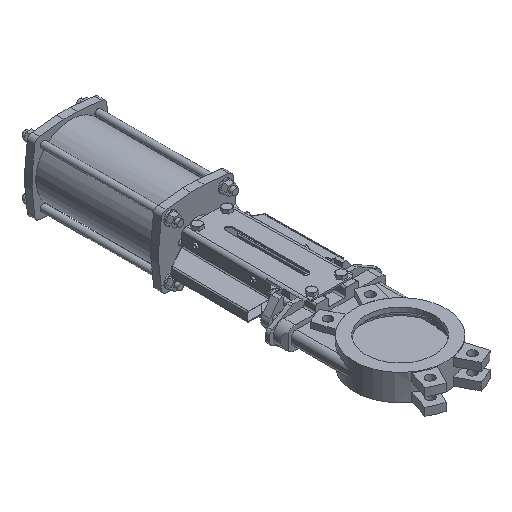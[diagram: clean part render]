
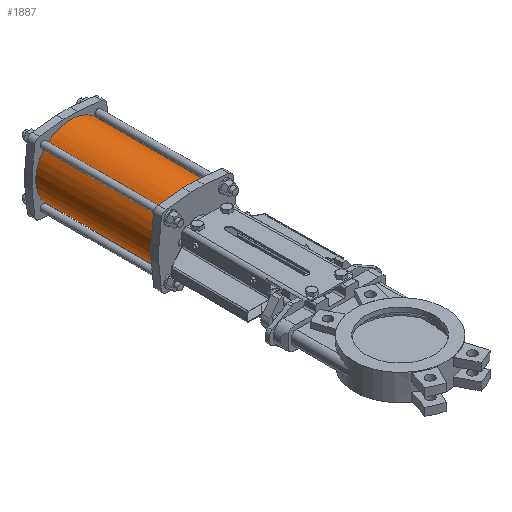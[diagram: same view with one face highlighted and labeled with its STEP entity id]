
A CAD part, isometric view. The second image highlights one B-rep face of the part: STEP entity #1887.
In plain terms, the highlighted cylindrical face has radius 66.5 mm (diameter 133 mm), a full revolution.
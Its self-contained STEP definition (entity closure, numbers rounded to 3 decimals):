
#1887 = ADVANCED_FACE( 'NONE', ( #4287, #4288 ), #4289, .T. );
#4287 = FACE_OUTER_BOUND( '', #7214, .T. );
#4288 = FACE_OUTER_BOUND( '', #7215, .T. );
#4289 = CYLINDRICAL_SURFACE( '', #7216, 66.5 );
#7214 = EDGE_LOOP( '', ( #12912 ) );
#7215 = EDGE_LOOP( '', ( #12913 ) );
#7216 = AXIS2_PLACEMENT_3D( '', #12914, #12915, #12916 );
#12912 = ORIENTED_EDGE( '', *, *, #16823, .T. );
#12913 = ORIENTED_EDGE( '', *, *, #18816, .F. );
#12914 = CARTESIAN_POINT( '', ( 0., 590., 0. ) );
#12915 = DIRECTION( '', ( 0., 1., 0. ) );
#12916 = DIRECTION( '', ( 0., 0., -1. ) );
#16823 = EDGE_CURVE( 'NONE', #19899, #19899, #19900, .T. );
#18816 = EDGE_CURVE( '', #23063, #23063, #23064, .T. );
#19899 = VERTEX_POINT( '', #24389 );
#19900 = CIRCLE( '', #24390, 66.5 );
#23063 = VERTEX_POINT( '', #29619 );
#23064 = CIRCLE( '', #29620, 66.5 );
#24389 = CARTESIAN_POINT( '', ( 0., 400., -66.5 ) );
#24390 = AXIS2_PLACEMENT_3D( '', #31875, #31876, #31877 );
#29619 = CARTESIAN_POINT( '', ( 6.977, 625.5, -66.133 ) );
#29620 = AXIS2_PLACEMENT_3D( '', #33982, #33983, #33984 );
#31875 = CARTESIAN_POINT( '', ( 0., 400., 0. ) );
#31876 = DIRECTION( '', ( 0., 1., 0. ) );
#31877 = DIRECTION( '', ( 0., 0., -1. ) );
#33982 = CARTESIAN_POINT( '', ( 0., 625.5, 0. ) );
#33983 = DIRECTION( '', ( 0., 1., 0. ) );
#33984 = DIRECTION( '', ( 0.105, 0., -0.994 ) );
